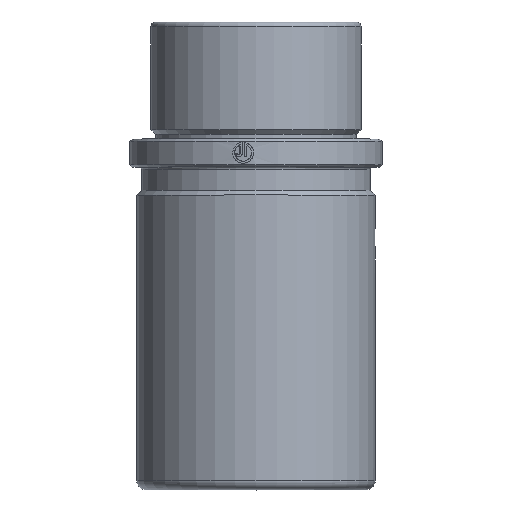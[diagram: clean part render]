
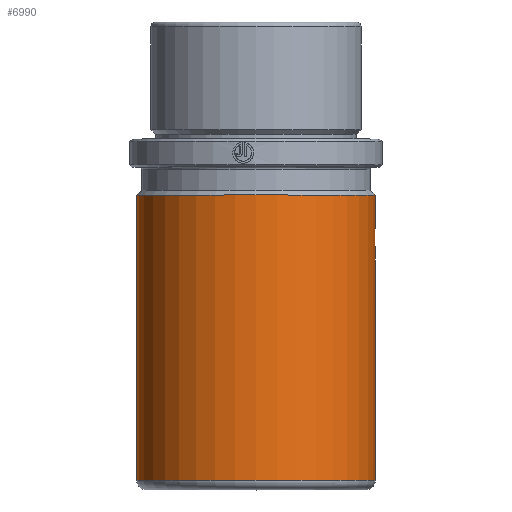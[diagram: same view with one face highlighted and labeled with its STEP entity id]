
A CAD part, top view. The second image highlights one B-rep face of the part: STEP entity #6990.
In plain terms, the highlighted cylindrical face has radius 25.5 mm (diameter 51 mm), a partial arc.
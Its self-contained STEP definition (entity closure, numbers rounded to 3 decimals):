
#72 = CARTESIAN_POINT ( 'NONE',  ( 25.5, 0., 0. ) ) ;
#86 = CARTESIAN_POINT ( 'NONE',  ( 25.384, 3.341, 2.434 ) ) ;
#293 = CARTESIAN_POINT ( 'NONE',  ( 25.476, 6.247, 1.107 ) ) ;
#349 = EDGE_CURVE ( 'NONE', #3138, #1518, #6070, .T. ) ;
#352 = CARTESIAN_POINT ( 'NONE',  ( 25.379, 4.328, 2.484 ) ) ;
#466 = DIRECTION ( 'NONE',  ( 0., 1., 0. ) ) ;
#716 = AXIS2_PLACEMENT_3D ( 'NONE', #7796, #4198, #2947 ) ;
#824 = CARTESIAN_POINT ( 'NONE',  ( 25.5, -48., 0. ) ) ;
#910 = CARTESIAN_POINT ( 'NONE',  ( 25.5, 6.5, 0. ) ) ;
#940 = CARTESIAN_POINT ( 'NONE',  ( 25.492, 6.42, 0.648 ) ) ;
#968 = B_SPLINE_CURVE_WITH_KNOTS ( 'NONE', 3,
 ( #3309, #6404, #352, #7023, #1500, #6939, #3915, #3943, #2783, #2727, #7621, #3390, #293, #5169, #940, #4003, #6296, #910 ),
 .UNSPECIFIED., .F., .F.,
 ( 4, 2, 2, 2, 2, 2, 2, 2, 4 ),
 ( 0., 0., 0.001, 0.001, 0.002, 0.002, 0.003, 0.003, 0.004 ),
 .UNSPECIFIED. ) ;
#1292 = CARTESIAN_POINT ( 'NONE',  ( 25.408, 2.745, 2.169 ) ) ;
#1319 = CARTESIAN_POINT ( 'NONE',  ( 25.401, 2.891, 2.246 ) ) ;
#1350 = ORIENTED_EDGE ( 'NONE', *, *, #5648, .T. ) ;
#1391 = VERTEX_POINT ( 'NONE', #7485 ) ;
#1500 = CARTESIAN_POINT ( 'NONE',  ( 25.39, 4.806, 2.372 ) ) ;
#1518 = VERTEX_POINT ( 'NONE', #6168 ) ;
#1704 = LINE ( 'NONE', #6794, #4734 ) ;
#1844 = VERTEX_POINT ( 'NONE', #824 ) ;
#1893 = CARTESIAN_POINT ( 'NONE',  ( 25.492, 1.58, 0.647 ) ) ;
#1895 = CARTESIAN_POINT ( 'NONE',  ( 0., 0., 0. ) ) ;
#1953 = DIRECTION ( 'NONE',  ( 0., 1., 0. ) ) ;
#2013 = ORIENTED_EDGE ( 'NONE', *, *, #4732, .F. ) ;
#2051 = CARTESIAN_POINT ( 'NONE',  ( 0., 13., 0. ) ) ;
#2145 = EDGE_CURVE ( 'NONE', #1844, #6283, #3220, .T. ) ;
#2151 = ORIENTED_EDGE ( 'NONE', *, *, #4072, .T. ) ;
#2177 = FACE_OUTER_BOUND ( 'NONE', #3640, .T. ) ;
#2520 = CARTESIAN_POINT ( 'NONE',  ( 25.5, 1.5, 0.165 ) ) ;
#2549 = CYLINDRICAL_SURFACE ( 'NONE', #6073, 25.5 ) ;
#2608 = CARTESIAN_POINT ( 'NONE',  ( 25.5, 6.5, 0. ) ) ;
#2727 = CARTESIAN_POINT ( 'NONE',  ( 25.447, 5.884, 1.652 ) ) ;
#2783 = CARTESIAN_POINT ( 'NONE',  ( 25.431, 5.653, 1.882 ) ) ;
#2840 = CIRCLE ( 'NONE', #716, 25.5 ) ;
#2947 = DIRECTION ( 'NONE',  ( -1., 0., 0. ) ) ;
#2998 = ORIENTED_EDGE ( 'NONE', *, *, #7850, .T. ) ;
#3138 = VERTEX_POINT ( 'NONE', #7089 ) ;
#3220 = LINE ( 'NONE', #72, #6068 ) ;
#3309 = CARTESIAN_POINT ( 'NONE',  ( 25.377, 4., 2.5 ) ) ;
#3378 = DIRECTION ( 'NONE',  ( 0., 1., 0. ) ) ;
#3390 = CARTESIAN_POINT ( 'NONE',  ( 25.47, 6.17, 1.253 ) ) ;
#3408 = VECTOR ( 'NONE', #466, 1000. ) ;
#3640 = EDGE_LOOP ( 'NONE', ( #2151, #3904, #1350, #4413, #2998, #7391, #2013 ) ) ;
#3712 = CARTESIAN_POINT ( 'NONE',  ( 25.447, 2.117, 1.652 ) ) ;
#3715 = DIRECTION ( 'NONE',  ( -1., 0., 0. ) ) ;
#3738 = CARTESIAN_POINT ( 'NONE',  ( 25.498, 1.516, 0.328 ) ) ;
#3862 = EDGE_CURVE ( 'NONE', #1391, #6086, #968, .T. ) ;
#3904 = ORIENTED_EDGE ( 'NONE', *, *, #2145, .T. ) ;
#3915 = CARTESIAN_POINT ( 'NONE',  ( 25.408, 5.253, 2.17 ) ) ;
#3943 = CARTESIAN_POINT ( 'NONE',  ( 25.423, 5.525, 1.988 ) ) ;
#4003 = CARTESIAN_POINT ( 'NONE',  ( 25.498, 6.484, 0.326 ) ) ;
#4072 = EDGE_CURVE ( 'NONE', #4207, #1844, #2840, .T. ) ;
#4198 = DIRECTION ( 'NONE',  ( 0., 1., 0. ) ) ;
#4207 = VERTEX_POINT ( 'NONE', #6138 ) ;
#4359 = CARTESIAN_POINT ( 'NONE',  ( 25.377, 3.67, 2.5 ) ) ;
#4413 = ORIENTED_EDGE ( 'NONE', *, *, #3862, .T. ) ;
#4732 = EDGE_CURVE ( 'NONE', #4207, #3138, #1704, .T. ) ;
#4734 = VECTOR ( 'NONE', #1953, 1000. ) ;
#4901 = CARTESIAN_POINT ( 'NONE',  ( 25.5, 1.5, 0. ) ) ;
#4929 = CARTESIAN_POINT ( 'NONE',  ( 25.423, 2.472, 1.986 ) ) ;
#4959 = CARTESIAN_POINT ( 'NONE',  ( 25.431, 2.347, 1.882 ) ) ;
#5010 = LINE ( 'NONE', #7442, #3408 ) ;
#5169 = CARTESIAN_POINT ( 'NONE',  ( 25.488, 6.372, 0.806 ) ) ;
#5182 = DIRECTION ( 'NONE',  ( -1., 0., 0. ) ) ;
#5546 = DIRECTION ( 'NONE',  ( 0., 1., 0. ) ) ;
#5568 = CARTESIAN_POINT ( 'NONE',  ( 25.377, 4., 2.5 ) ) ;
#5648 = EDGE_CURVE ( 'NONE', #6283, #1391, #6528, .T. ) ;
#5960 = AXIS2_PLACEMENT_3D ( 'NONE', #2051, #3378, #5182 ) ;
#6068 = VECTOR ( 'NONE', #7368, 1000. ) ;
#6070 = CIRCLE ( 'NONE', #5960, 25.5 ) ;
#6073 = AXIS2_PLACEMENT_3D ( 'NONE', #1895, #5546, #3715 ) ;
#6086 = VERTEX_POINT ( 'NONE', #2608 ) ;
#6127 = CARTESIAN_POINT ( 'NONE',  ( 25.488, 1.628, 0.806 ) ) ;
#6138 = CARTESIAN_POINT ( 'NONE',  ( -25.5, -48., 0. ) ) ;
#6168 = CARTESIAN_POINT ( 'NONE',  ( 25.5, 13., 0. ) ) ;
#6283 = VERTEX_POINT ( 'NONE', #6797 ) ;
#6296 = CARTESIAN_POINT ( 'NONE',  ( 25.5, 6.5, 0.163 ) ) ;
#6404 = CARTESIAN_POINT ( 'NONE',  ( 25.377, 4.165, 2.5 ) ) ;
#6528 = B_SPLINE_CURVE_WITH_KNOTS ( 'NONE', 3,
 ( #4901, #2520, #3738, #1893, #6127, #7386, #6732, #6758, #3712, #4959, #4929, #1292, #1319, #86, #4359, #5568 ),
 .UNSPECIFIED., .F., .F.,
 ( 4, 2, 2, 2, 2, 2, 2, 4 ),
 ( 0.012, 0.012, 0.013, 0.013, 0.014, 0.014, 0.015, 0.016 ),
 .UNSPECIFIED. ) ;
#6732 = CARTESIAN_POINT ( 'NONE',  ( 25.47, 1.83, 1.252 ) ) ;
#6758 = CARTESIAN_POINT ( 'NONE',  ( 25.455, 2.011, 1.523 ) ) ;
#6794 = CARTESIAN_POINT ( 'NONE',  ( -25.5, 0., 0. ) ) ;
#6797 = CARTESIAN_POINT ( 'NONE',  ( 25.5, 1.5, 0. ) ) ;
#6939 = CARTESIAN_POINT ( 'NONE',  ( 25.401, 5.109, 2.246 ) ) ;
#6990 = ADVANCED_FACE ( 'NONE', ( #2177 ), #2549, .T. ) ;
#7023 = CARTESIAN_POINT ( 'NONE',  ( 25.385, 4.648, 2.42 ) ) ;
#7089 = CARTESIAN_POINT ( 'NONE',  ( -25.5, 13., 0. ) ) ;
#7368 = DIRECTION ( 'NONE',  ( 0., 1., 0. ) ) ;
#7386 = CARTESIAN_POINT ( 'NONE',  ( 25.476, 1.753, 1.108 ) ) ;
#7391 = ORIENTED_EDGE ( 'NONE', *, *, #349, .F. ) ;
#7442 = CARTESIAN_POINT ( 'NONE',  ( 25.5, 0., 0. ) ) ;
#7485 = CARTESIAN_POINT ( 'NONE',  ( 25.377, 4., 2.5 ) ) ;
#7621 = CARTESIAN_POINT ( 'NONE',  ( 25.455, 5.987, 1.526 ) ) ;
#7796 = CARTESIAN_POINT ( 'NONE',  ( 0., -48., 0. ) ) ;
#7850 = EDGE_CURVE ( 'NONE', #6086, #1518, #5010, .T. ) ;
